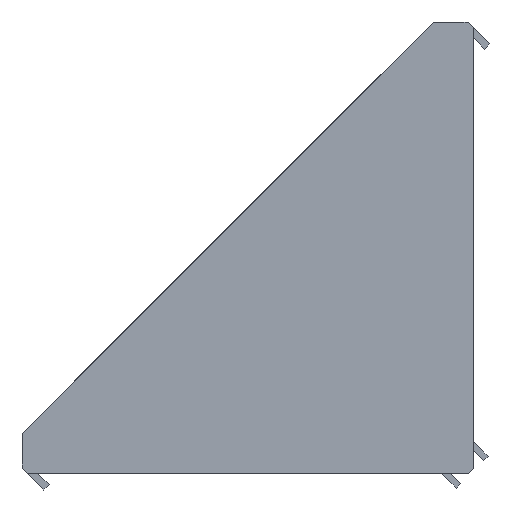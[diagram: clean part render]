
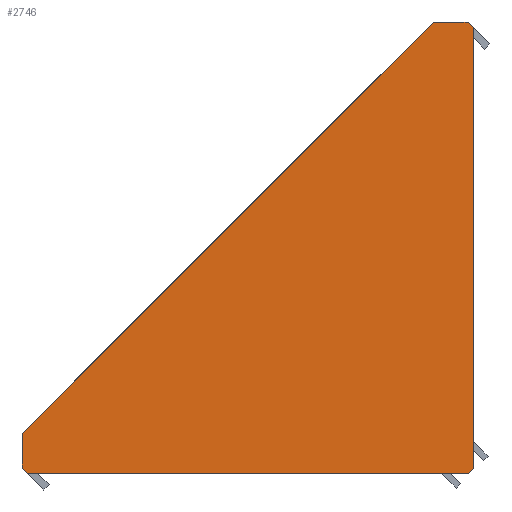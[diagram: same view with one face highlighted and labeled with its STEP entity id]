
A CAD part, left-side view. The second image highlights one B-rep face of the part: STEP entity #2746.
In plain terms, the highlighted planar face has unit normal (-1, 0, 0).
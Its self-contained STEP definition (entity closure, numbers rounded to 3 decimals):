
#39 = CARTESIAN_POINT ( 'NONE',  ( -42.5, -35.414, 43. ) ) ;
#244 = VERTEX_POINT ( 'NONE', #7058 ) ;
#327 = CARTESIAN_POINT ( 'NONE',  ( -42.5, -42., -43. ) ) ;
#506 = ORIENTED_EDGE ( 'NONE', *, *, #2087, .F. ) ;
#528 = EDGE_CURVE ( 'NONE', #6549, #7485, #3158, .T. ) ;
#567 = ORIENTED_EDGE ( 'NONE', *, *, #5872, .F. ) ;
#588 = LINE ( 'NONE', #6543, #6975 ) ;
#738 = DIRECTION ( 'NONE',  ( 0., 1., 0. ) ) ;
#828 = EDGE_CURVE ( 'NONE', #6549, #2239, #7811, .T. ) ;
#907 = EDGE_LOOP ( 'NONE', ( #567, #6839, #2551, #1206, #506, #4500, #3675, #2379 ) ) ;
#999 = VECTOR ( 'NONE', #5467, 1000. ) ;
#1013 = VECTOR ( 'NONE', #2522, 1000. ) ;
#1051 = EDGE_CURVE ( 'NONE', #7485, #1191, #3304, .T. ) ;
#1191 = VERTEX_POINT ( 'NONE', #39 ) ;
#1206 = ORIENTED_EDGE ( 'NONE', *, *, #828, .T. ) ;
#1276 = DIRECTION ( 'NONE',  ( 0., 0.707, 0.707 ) ) ;
#1788 = EDGE_CURVE ( 'NONE', #244, #2337, #4377, .T. ) ;
#2087 = EDGE_CURVE ( 'NONE', #6527, #2239, #3472, .T. ) ;
#2199 = CARTESIAN_POINT ( 'NONE',  ( -42.5, -42., 43. ) ) ;
#2202 = AXIS2_PLACEMENT_3D ( 'NONE', #4808, #3607, #3559 ) ;
#2239 = VERTEX_POINT ( 'NONE', #2242 ) ;
#2242 = CARTESIAN_POINT ( 'NONE',  ( -42.5, 42., -43. ) ) ;
#2337 = VERTEX_POINT ( 'NONE', #2199 ) ;
#2379 = ORIENTED_EDGE ( 'NONE', *, *, #1788, .T. ) ;
#2393 = VECTOR ( 'NONE', #3230, 1000. ) ;
#2522 = DIRECTION ( 'NONE',  ( 0., -0.707, -0.707 ) ) ;
#2551 = ORIENTED_EDGE ( 'NONE', *, *, #528, .F. ) ;
#2746 = ADVANCED_FACE ( 'NONE', ( #4230 ), #6482, .F. ) ;
#3046 = CARTESIAN_POINT ( 'NONE',  ( -42.5, -43., -42. ) ) ;
#3080 = CARTESIAN_POINT ( 'NONE',  ( -42.5, 43., -43. ) ) ;
#3158 = LINE ( 'NONE', #3080, #999 ) ;
#3187 = CARTESIAN_POINT ( 'NONE',  ( -42.5, -43., -43. ) ) ;
#3230 = DIRECTION ( 'NONE',  ( 0., -0.707, 0.707 ) ) ;
#3304 = LINE ( 'NONE', #6419, #2393 ) ;
#3472 = LINE ( 'NONE', #3187, #6088 ) ;
#3559 = DIRECTION ( 'NONE',  ( 0., 0., -1. ) ) ;
#3607 = DIRECTION ( 'NONE',  ( 1., 0., 0. ) ) ;
#3675 = ORIENTED_EDGE ( 'NONE', *, *, #3751, .F. ) ;
#3751 = EDGE_CURVE ( 'NONE', #244, #4757, #6822, .T. ) ;
#4171 = EDGE_CURVE ( 'NONE', #6527, #4757, #6483, .T. ) ;
#4230 = FACE_OUTER_BOUND ( 'NONE', #907, .T. ) ;
#4377 = LINE ( 'NONE', #7424, #6974 ) ;
#4399 = CARTESIAN_POINT ( 'NONE',  ( -42.5, 43., -42. ) ) ;
#4500 = ORIENTED_EDGE ( 'NONE', *, *, #4171, .T. ) ;
#4671 = CARTESIAN_POINT ( 'NONE',  ( -42.5, 43., -35.414 ) ) ;
#4757 = VERTEX_POINT ( 'NONE', #3046 ) ;
#4808 = CARTESIAN_POINT ( 'NONE',  ( -42.5, 0., 0. ) ) ;
#5317 = CARTESIAN_POINT ( 'NONE',  ( -42.5, -42., -43. ) ) ;
#5439 = DIRECTION ( 'NONE',  ( 0., -0.707, 0.707 ) ) ;
#5467 = DIRECTION ( 'NONE',  ( 0., 0., 1. ) ) ;
#5775 = CARTESIAN_POINT ( 'NONE',  ( -42.5, 43., -42. ) ) ;
#5872 = EDGE_CURVE ( 'NONE', #1191, #2337, #588, .T. ) ;
#5912 = DIRECTION ( 'NONE',  ( 0., -1., 0. ) ) ;
#6088 = VECTOR ( 'NONE', #738, 1000. ) ;
#6387 = DIRECTION ( 'NONE',  ( 0., 0., -1. ) ) ;
#6419 = CARTESIAN_POINT ( 'NONE',  ( -42.5, 43., -35.414 ) ) ;
#6472 = VECTOR ( 'NONE', #6387, 1000. ) ;
#6482 = PLANE ( 'NONE',  #2202 ) ;
#6483 = LINE ( 'NONE', #5317, #6982 ) ;
#6527 = VERTEX_POINT ( 'NONE', #327 ) ;
#6543 = CARTESIAN_POINT ( 'NONE',  ( -42.5, -34., 43. ) ) ;
#6549 = VERTEX_POINT ( 'NONE', #5775 ) ;
#6822 = LINE ( 'NONE', #7499, #6472 ) ;
#6839 = ORIENTED_EDGE ( 'NONE', *, *, #1051, .F. ) ;
#6974 = VECTOR ( 'NONE', #1276, 1000. ) ;
#6975 = VECTOR ( 'NONE', #5912, 1000. ) ;
#6982 = VECTOR ( 'NONE', #5439, 1000. ) ;
#7058 = CARTESIAN_POINT ( 'NONE',  ( -42.5, -43., 42. ) ) ;
#7424 = CARTESIAN_POINT ( 'NONE',  ( -42.5, -43., 42. ) ) ;
#7485 = VERTEX_POINT ( 'NONE', #4671 ) ;
#7499 = CARTESIAN_POINT ( 'NONE',  ( -42.5, -43., 43. ) ) ;
#7811 = LINE ( 'NONE', #4399, #1013 ) ;
